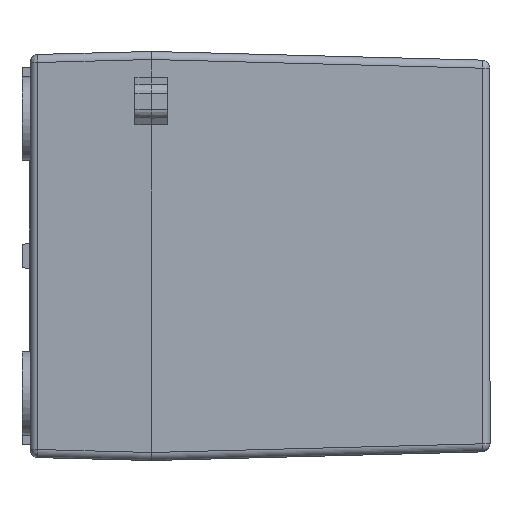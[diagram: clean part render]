
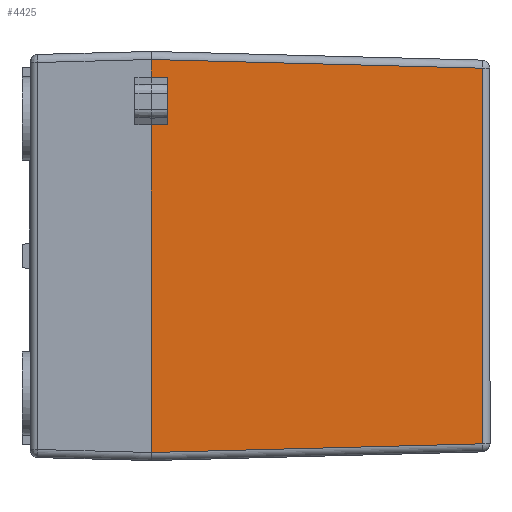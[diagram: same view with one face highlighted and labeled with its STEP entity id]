
A CAD part, left-side view. The second image highlights one B-rep face of the part: STEP entity #4425.
In plain terms, the highlighted face is planar.
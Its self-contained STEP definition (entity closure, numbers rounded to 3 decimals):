
#236=DIRECTION('',(0.,0.,-1.));
#237=VECTOR('',#236,2.2);
#238=CARTESIAN_POINT('',(65.35,-42.,24.35));
#239=LINE('',#238,#237);
#243=DIRECTION('',(0.026,-0.999,0.026));
#244=VECTOR('',#243,41.054);
#245=CARTESIAN_POINT('',(64.276,-0.974,23.276));
#246=LINE('',#245,#244);
#250=DIRECTION('',(-0.026,0.999,0.026));
#251=VECTOR('',#250,41.054);
#252=CARTESIAN_POINT('',(65.35,-42.,-24.35));
#253=LINE('',#252,#251);
#257=DIRECTION('',(0.,0.,-1.));
#258=VECTOR('',#257,40.6);
#259=CARTESIAN_POINT('',(65.35,-42.,16.25));
#260=LINE('',#259,#258);
#294=DIRECTION('',(0.,0.,1.));
#295=VECTOR('',#294,1.878);
#296=CARTESIAN_POINT('',(65.298,-40.,20.25));
#297=LINE('',#296,#295);
#309=DIRECTION('',(0.,0.,1.));
#310=VECTOR('',#309,1.878);
#311=CARTESIAN_POINT('',(65.298,-40.,16.272));
#312=LINE('',#311,#310);
#337=DIRECTION('',(-0.026,1.,0.011));
#338=VECTOR('',#337,2.001);
#339=CARTESIAN_POINT('',(65.35,-42.,16.25));
#340=LINE('',#339,#338);
#399=CARTESIAN_POINT('',(65.35,-42.,24.35));
#478=DIRECTION('',(0.,0.,-1.));
#479=VECTOR('',#478,46.552);
#480=CARTESIAN_POINT('',(64.276,-0.974,23.276));
#481=LINE('',#480,#479);
#780=DIRECTION('',(0.026,-1.,0.011));
#781=VECTOR('',#780,2.001);
#782=CARTESIAN_POINT('',(65.298,-40.,22.128));
#783=LINE('',#782,#781);
#836=DIRECTION('',(0.,0.,1.));
#837=VECTOR('',#836,2.1);
#838=CARTESIAN_POINT('',(65.298,-40.,18.15));
#839=LINE('',#838,#837);
#3609=CARTESIAN_POINT('',(64.276,-0.974,
-23.276));
#3611=VERTEX_POINT('',#3609);
#3612=CARTESIAN_POINT('',(65.298,-40.,22.128));
#3614=VERTEX_POINT('',#3612);
#3662=CARTESIAN_POINT('',(65.35,-42.,22.15));
#3663=VERTEX_POINT('',#3662);
#3753=CARTESIAN_POINT('',(65.298,-40.,18.15));
#3754=CARTESIAN_POINT('',(65.298,-40.,20.25));
#3755=VERTEX_POINT('',#3753);
#3756=VERTEX_POINT('',#3754);
#3889=CARTESIAN_POINT('',(65.35,-42.,-24.35));
#3890=VERTEX_POINT('',#3889);
#3932=CARTESIAN_POINT('',(65.298,-40.,16.272));
#3933=VERTEX_POINT('',#3932);
#3975=CARTESIAN_POINT('',(64.276,-0.974,
23.276));
#3976=VERTEX_POINT('',#3975);
#3981=VERTEX_POINT('',#399);
#4122=CARTESIAN_POINT('',(65.35,-42.,16.25));
#4123=VERTEX_POINT('',#4122);
#4399=CARTESIAN_POINT('',(65.35,-42.,25.35));
#4400=DIRECTION('',(1.,0.026,0.));
#4401=DIRECTION('',(-0.026,1.,0.));
#4402=AXIS2_PLACEMENT_3D('',#4399,#4400,#4401);
#4403=PLANE('',#4402);
#4405=ORIENTED_EDGE('',*,*,#4404,.T.);
#4407=ORIENTED_EDGE('',*,*,#4406,.T.);
#4409=ORIENTED_EDGE('',*,*,#4408,.F.);
#4410=ORIENTED_EDGE('',*,*,#4383,.F.);
#4412=ORIENTED_EDGE('',*,*,#4411,.T.);
#4414=ORIENTED_EDGE('',*,*,#4413,.F.);
#4416=ORIENTED_EDGE('',*,*,#4415,.F.);
#4418=ORIENTED_EDGE('',*,*,#4417,.T.);
#4420=ORIENTED_EDGE('',*,*,#4419,.T.);
#4422=ORIENTED_EDGE('',*,*,#4421,.T.);
#4423=EDGE_LOOP('',(#4405,#4407,#4409,#4410,#4412,#4414,#4416,#4418,#4420,
#4422));
#4424=FACE_OUTER_BOUND('',#4423,.F.);
#4383=EDGE_CURVE('',#3976,#3981,#246,.T.);
#4404=EDGE_CURVE('',#3756,#3614,#297,.T.);
#4406=EDGE_CURVE('',#3614,#3663,#783,.T.);
#4408=EDGE_CURVE('',#3981,#3663,#239,.T.);
#4411=EDGE_CURVE('',#3976,#3611,#481,.T.);
#4413=EDGE_CURVE('',#3890,#3611,#253,.T.);
#4415=EDGE_CURVE('',#4123,#3890,#260,.T.);
#4417=EDGE_CURVE('',#4123,#3933,#340,.T.);
#4419=EDGE_CURVE('',#3933,#3755,#312,.T.);
#4421=EDGE_CURVE('',#3755,#3756,#839,.T.);
#4425=ADVANCED_FACE('',(#4424),#4403,.T.);
